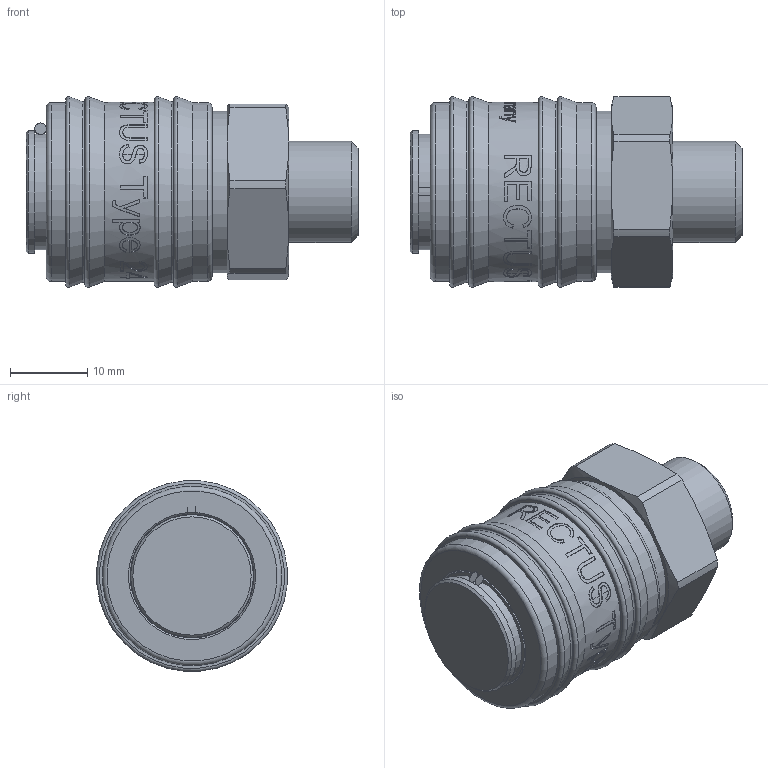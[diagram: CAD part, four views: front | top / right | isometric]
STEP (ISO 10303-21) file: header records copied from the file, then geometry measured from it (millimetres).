
FILE_DESCRIPTION((''),'2;1');
FILE_NAME('24kaaw13mpx.stp','2013-11-26T08:40:30',('IA176480'),(''),'Autodesk Inventor 2013','Autodesk Inventor 2013','');
FILE_SCHEMA(('AUTOMOTIVE_DESIGN { 1 0 10303 214 1 1 1 1 }'));
Length unit declared in the file: millimetre
Products named in the file (1): D108576
Bounding box: 43.1 x 24.79 x 24.72 mm (x, y, z)
Volume: 13377.5 mm3; surface area: 7291.1 mm2
Topology: 3 solids, 4 shells, 470 faces, 1234 edges, 813 vertices
Faces by surface type: bspline 211, plane 168, cylinder 58, cone 23, torus 10
Full cylindrical faces by diameter (mm): 13.157 x1, 14.95 x1, 15.95 x2, 16.1 x1, 16.7 x1, 17 x1, 18 x1, 21 x1, 21.1 x1, 23.3 x3
Entity records: 63238 total; most frequent: CARTESIAN_POINT 52991, ORIENTED_EDGE 2374, DIRECTION 1294, EDGE_CURVE 1187, VERTEX_POINT 802, B_SPLINE_CURVE_WITH_KNOTS 554, EDGE_LOOP 549, FACE_OUTER_BOUND 468
